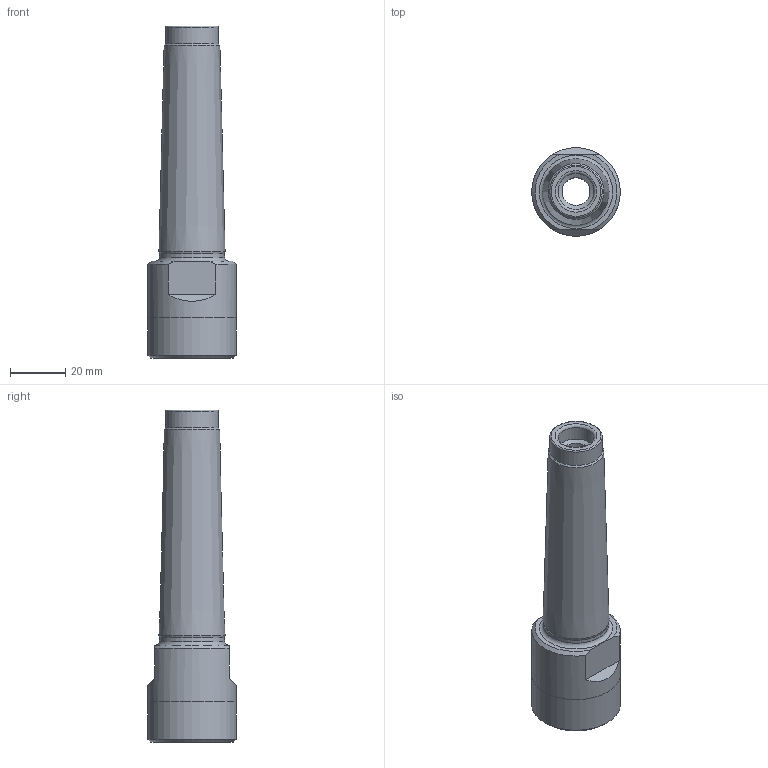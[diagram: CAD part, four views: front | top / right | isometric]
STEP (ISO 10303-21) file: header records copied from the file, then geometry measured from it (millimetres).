
FILE_DESCRIPTION(/* description */ (''),/* implementation_level */ '2;1');
FILE_NAME(/* name */ '270312500.stp',/* time_stamp */ '2021-01-08T12:42:38',/* author */ ('LRA'),/* organization */ ('REGO-FIX'),/* preprocessor_version */ ' Unknown',/* originating_system */ 'SIEMENS PLM Software Solid Edge ST10',/* authorization */ 'Unknown');
FILE_SCHEMA (('AUTOMOTIVE_DESIGN { 1 0 10303 214 2 1 1}'));
Length unit declared in the file: millimetre
Products named in the file (1): NOCUT
Bounding box: 32 x 32 x 120 mm (x, y, z)
Volume: 40040.9 mm3; surface area: 15203.7 mm2
Topology: 1 solids, 1 shells, 30 faces, 68 edges, 41 vertices
Faces by surface type: cone 10, cylinder 9, plane 7, torus 4
Full cylindrical faces by diameter (mm): 10.106 x2, 13 x2, 18 x1, 19 x1, 23.5 x1, 32 x2
Entity records: 934 total; most frequent: DIRECTION 134, CARTESIAN_POINT 122, ORIENTED_EDGE 82, AXIS2_PLACEMENT_3D 63, EDGE_LOOP 54, FACE_BOUND 54, EDGE_CURVE 41, VERTEX_POINT 35
